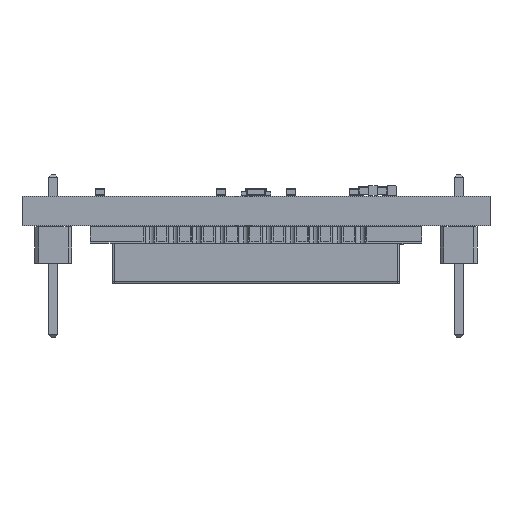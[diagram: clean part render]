
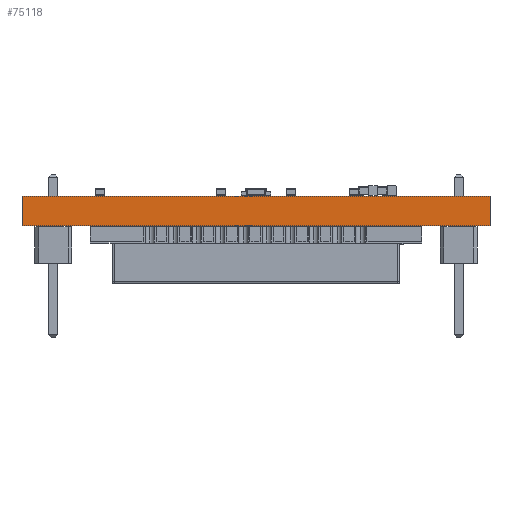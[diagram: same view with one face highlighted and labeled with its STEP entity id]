
A CAD part, front view. The second image highlights one B-rep face of the part: STEP entity #75118.
In plain terms, the highlighted planar face has unit normal (0, -1, 0).
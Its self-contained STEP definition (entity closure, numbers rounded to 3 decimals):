
#73172 = PLANE('',#73173);
#73173 = AXIS2_PLACEMENT_3D('',#73174,#73175,#73176);
#73174 = CARTESIAN_POINT('',(0.,1.657,1.6));
#73175 = DIRECTION('',(0.,0.,-1.));
#73176 = DIRECTION('',(-1.,0.,0.));
#73226 = PLANE('',#73227);
#73227 = AXIS2_PLACEMENT_3D('',#73228,#73229,#73230);
#73228 = CARTESIAN_POINT('',(0.,1.657,0.)
  );
#73229 = DIRECTION('',(0.,0.,-1.));
#73230 = DIRECTION('',(-1.,0.,0.));
#73259 = PLANE('',#73260);
#73260 = AXIS2_PLACEMENT_3D('',#73261,#73262,#73263);
#73261 = CARTESIAN_POINT('',(-12.7,-10.541,0.));
#73262 = DIRECTION('',(-1.,0.,0.));
#73263 = DIRECTION('',(0.,1.,0.));
#73518 = VERTEX_POINT('',#73519);
#73519 = CARTESIAN_POINT('',(12.7,-10.541,0.));
#73533 = PLANE('',#73534);
#73534 = AXIS2_PLACEMENT_3D('',#73535,#73536,#73537);
#73535 = CARTESIAN_POINT('',(12.7,10.414,0.));
#73536 = DIRECTION('',(1.,0.,0.));
#73537 = DIRECTION('',(0.,-1.,0.));
#73545 = EDGE_CURVE('',#73518,#73546,#73548,.T.);
#73546 = VERTEX_POINT('',#73547);
#73547 = CARTESIAN_POINT('',(-12.7,-10.541,0.));
#73548 = SURFACE_CURVE('',#73549,(#73553,#73560),.PCURVE_S1.);
#73549 = LINE('',#73550,#73551);
#73550 = CARTESIAN_POINT('',(12.7,-10.541,0.));
#73551 = VECTOR('',#73552,1.);
#73552 = DIRECTION('',(-1.,0.,0.));
#73553 = PCURVE('',#73226,#73554);
#73554 = DEFINITIONAL_REPRESENTATION('',(#73555),#73559);
#73555 = LINE('',#73556,#73557);
#73556 = CARTESIAN_POINT('',(-12.7,-12.198));
#73557 = VECTOR('',#73558,1.);
#73558 = DIRECTION('',(1.,0.));
#73559 = ( GEOMETRIC_REPRESENTATION_CONTEXT(2) 
PARAMETRIC_REPRESENTATION_CONTEXT() REPRESENTATION_CONTEXT('2D SPACE',''
  ) );
#73560 = PCURVE('',#73561,#73566);
#73561 = PLANE('',#73562);
#73562 = AXIS2_PLACEMENT_3D('',#73563,#73564,#73565);
#73563 = CARTESIAN_POINT('',(12.7,-10.541,0.));
#73564 = DIRECTION('',(0.,-1.,0.));
#73565 = DIRECTION('',(-1.,0.,0.));
#73566 = DEFINITIONAL_REPRESENTATION('',(#73567),#73571);
#73567 = LINE('',#73568,#73569);
#73568 = CARTESIAN_POINT('',(0.,0.));
#73569 = VECTOR('',#73570,1.);
#73570 = DIRECTION('',(1.,0.));
#73571 = ( GEOMETRIC_REPRESENTATION_CONTEXT(2) 
PARAMETRIC_REPRESENTATION_CONTEXT() REPRESENTATION_CONTEXT('2D SPACE',''
  ) );
#74398 = VERTEX_POINT('',#74399);
#74399 = CARTESIAN_POINT('',(12.7,-10.541,1.6));
#74420 = EDGE_CURVE('',#74398,#74421,#74423,.T.);
#74421 = VERTEX_POINT('',#74422);
#74422 = CARTESIAN_POINT('',(-12.7,-10.541,1.6));
#74423 = SURFACE_CURVE('',#74424,(#74428,#74435),.PCURVE_S1.);
#74424 = LINE('',#74425,#74426);
#74425 = CARTESIAN_POINT('',(12.7,-10.541,1.6));
#74426 = VECTOR('',#74427,1.);
#74427 = DIRECTION('',(-1.,0.,0.));
#74428 = PCURVE('',#73172,#74429);
#74429 = DEFINITIONAL_REPRESENTATION('',(#74430),#74434);
#74430 = LINE('',#74431,#74432);
#74431 = CARTESIAN_POINT('',(-12.7,-12.198));
#74432 = VECTOR('',#74433,1.);
#74433 = DIRECTION('',(1.,0.));
#74434 = ( GEOMETRIC_REPRESENTATION_CONTEXT(2) 
PARAMETRIC_REPRESENTATION_CONTEXT() REPRESENTATION_CONTEXT('2D SPACE',''
  ) );
#74435 = PCURVE('',#73561,#74436);
#74436 = DEFINITIONAL_REPRESENTATION('',(#74437),#74441);
#74437 = LINE('',#74438,#74439);
#74438 = CARTESIAN_POINT('',(0.,-1.6));
#74439 = VECTOR('',#74440,1.);
#74440 = DIRECTION('',(1.,0.));
#74441 = ( GEOMETRIC_REPRESENTATION_CONTEXT(2) 
PARAMETRIC_REPRESENTATION_CONTEXT() REPRESENTATION_CONTEXT('2D SPACE',''
  ) );
#75068 = EDGE_CURVE('',#73546,#74421,#75069,.T.);
#75069 = SURFACE_CURVE('',#75070,(#75074,#75081),.PCURVE_S1.);
#75070 = LINE('',#75071,#75072);
#75071 = CARTESIAN_POINT('',(-12.7,-10.541,0.));
#75072 = VECTOR('',#75073,1.);
#75073 = DIRECTION('',(0.,0.,1.));
#75074 = PCURVE('',#73259,#75075);
#75075 = DEFINITIONAL_REPRESENTATION('',(#75076),#75080);
#75076 = LINE('',#75077,#75078);
#75077 = CARTESIAN_POINT('',(0.,0.));
#75078 = VECTOR('',#75079,1.);
#75079 = DIRECTION('',(0.,-1.));
#75080 = ( GEOMETRIC_REPRESENTATION_CONTEXT(2) 
PARAMETRIC_REPRESENTATION_CONTEXT() REPRESENTATION_CONTEXT('2D SPACE',''
  ) );
#75081 = PCURVE('',#73561,#75082);
#75082 = DEFINITIONAL_REPRESENTATION('',(#75083),#75087);
#75083 = LINE('',#75084,#75085);
#75084 = CARTESIAN_POINT('',(25.4,0.));
#75085 = VECTOR('',#75086,1.);
#75086 = DIRECTION('',(0.,-1.));
#75087 = ( GEOMETRIC_REPRESENTATION_CONTEXT(2) 
PARAMETRIC_REPRESENTATION_CONTEXT() REPRESENTATION_CONTEXT('2D SPACE',''
  ) );
#75118 = ADVANCED_FACE('',(#75119),#73561,.T.);
#75119 = FACE_BOUND('',#75120,.T.);
#75120 = EDGE_LOOP('',(#75121,#75142,#75143,#75144));
#75121 = ORIENTED_EDGE('',*,*,#75122,.T.);
#75122 = EDGE_CURVE('',#73518,#74398,#75123,.T.);
#75123 = SURFACE_CURVE('',#75124,(#75128,#75135),.PCURVE_S1.);
#75124 = LINE('',#75125,#75126);
#75125 = CARTESIAN_POINT('',(12.7,-10.541,0.));
#75126 = VECTOR('',#75127,1.);
#75127 = DIRECTION('',(0.,0.,1.));
#75128 = PCURVE('',#73561,#75129);
#75129 = DEFINITIONAL_REPRESENTATION('',(#75130),#75134);
#75130 = LINE('',#75131,#75132);
#75131 = CARTESIAN_POINT('',(0.,0.));
#75132 = VECTOR('',#75133,1.);
#75133 = DIRECTION('',(0.,-1.));
#75134 = ( GEOMETRIC_REPRESENTATION_CONTEXT(2) 
PARAMETRIC_REPRESENTATION_CONTEXT() REPRESENTATION_CONTEXT('2D SPACE',''
  ) );
#75135 = PCURVE('',#73533,#75136);
#75136 = DEFINITIONAL_REPRESENTATION('',(#75137),#75141);
#75137 = LINE('',#75138,#75139);
#75138 = CARTESIAN_POINT('',(20.955,0.));
#75139 = VECTOR('',#75140,1.);
#75140 = DIRECTION('',(0.,-1.));
#75141 = ( GEOMETRIC_REPRESENTATION_CONTEXT(2) 
PARAMETRIC_REPRESENTATION_CONTEXT() REPRESENTATION_CONTEXT('2D SPACE',''
  ) );
#75142 = ORIENTED_EDGE('',*,*,#74420,.T.);
#75143 = ORIENTED_EDGE('',*,*,#75068,.F.);
#75144 = ORIENTED_EDGE('',*,*,#73545,.F.);
